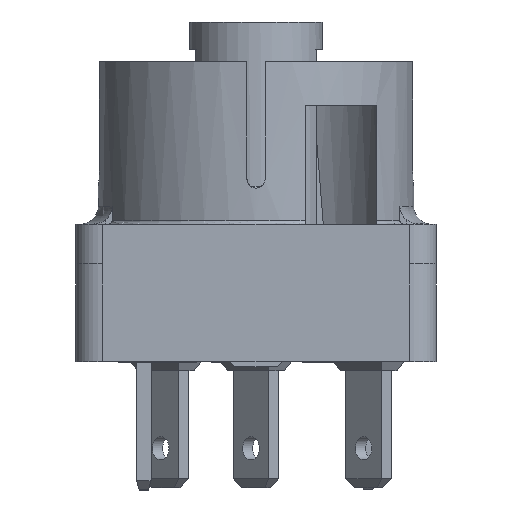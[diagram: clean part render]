
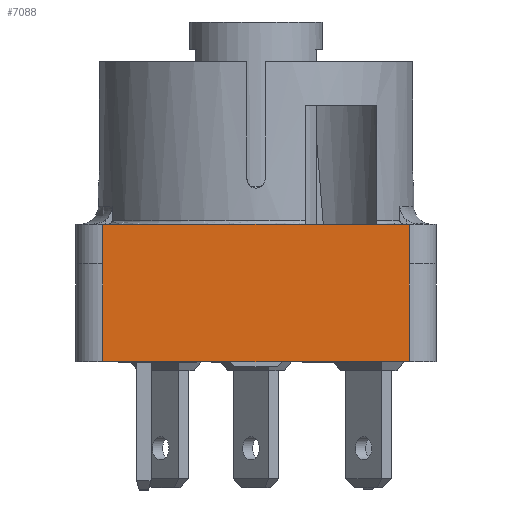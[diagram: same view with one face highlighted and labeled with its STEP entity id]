
A CAD part, left-side view. The second image highlights one B-rep face of the part: STEP entity #7088.
In plain terms, the highlighted planar face has unit normal (-1, 0, 0).
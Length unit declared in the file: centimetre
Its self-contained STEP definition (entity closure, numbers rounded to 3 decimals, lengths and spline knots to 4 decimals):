
#769=FACE_OUTER_BOUND($,#1194,.T.);
#1194=EDGE_LOOP($,(#6418,#6419,#6420,#6421,#6422,#6423,#6424));
#1246=LINE($,#9414,#2016);
#1503=LINE($,#10228,#2273);
#1508=LINE($,#10248,#2278);
#1565=LINE($,#10639,#2335);
#1570=LINE($,#10656,#2340);
#1964=LINE($,#12215,#2734);
#1965=LINE($,#12217,#2735);
#2016=VECTOR($,#7659,1.7);
#2273=VECTOR($,#8146,0.85);
#2278=VECTOR($,#8163,0.85);
#2335=VECTOR($,#8348,0.22);
#2340=VECTOR($,#8365,0.22);
#2734=VECTOR($,#9289,0.542);
#2735=VECTOR($,#9292,0.542);
#2782=VERTEX_POINT($,#9411);
#2783=VERTEX_POINT($,#9413);
#3064=VERTEX_POINT($,#10225);
#3065=VERTEX_POINT($,#10227);
#3074=VERTEX_POINT($,#10247);
#3152=VERTEX_POINT($,#10636);
#3157=VERTEX_POINT($,#10653);
#3461=EDGE_CURVE($,#2783,#2782,#1246,.T.);
#3803=EDGE_CURVE($,#3064,#3065,#1503,.T.);
#3814=EDGE_CURVE($,#3065,#3074,#1508,.T.);
#3926=EDGE_CURVE($,#3074,#3152,#1565,.T.);
#3934=EDGE_CURVE($,#3064,#3157,#1570,.T.);
#4415=EDGE_CURVE($,#2782,#3152,#1964,.T.);
#4416=EDGE_CURVE($,#2783,#3157,#1965,.T.);
#6418=ORIENTED_EDGE($,*,*,#4415,.T.);
#6419=ORIENTED_EDGE($,*,*,#3926,.F.);
#6420=ORIENTED_EDGE($,*,*,#3814,.F.);
#6421=ORIENTED_EDGE($,*,*,#3803,.F.);
#6422=ORIENTED_EDGE($,*,*,#3934,.T.);
#6423=ORIENTED_EDGE($,*,*,#4416,.F.);
#6424=ORIENTED_EDGE($,*,*,#3461,.T.);
#6716=PLANE($,#7569);
#7088=ADVANCED_FACE($,(#769),#6716,.T.);
#7569=AXIS2_PLACEMENT_3D($,#12216,#9290,#9291);
#7659=DIRECTION($,(0.,-1.,0.));
#8146=DIRECTION($,(0.,-1.,0.));
#8163=DIRECTION($,(0.,-1.,0.));
#8348=DIRECTION($,(0.,0.,-1.));
#8365=DIRECTION($,(0.,0.,-1.));
#9289=DIRECTION($,(0.,0.,1.));
#9290=DIRECTION('center_axis',(-1.,0.,0.));
#9291=DIRECTION('ref_axis',(0.,0.,
-1.));
#9292=DIRECTION($,(0.,0.,1.));
#9411=CARTESIAN_POINT('',(-1.0521,2.6022,-2.7267));
#9413=CARTESIAN_POINT('',(-1.0521,4.3022,-2.7267));
#9414=CARTESIAN_POINT($,(-1.0521,3.2887,-2.7267));
#10225=CARTESIAN_POINT('',(-1.0521,4.3022,-1.9647));
#10227=CARTESIAN_POINT('',(-1.0521,3.4522,-1.9647));
#10228=CARTESIAN_POINT($,(-1.0521,3.2834,-1.9647));
#10247=CARTESIAN_POINT('',(-1.0521,2.6022,-1.9647));
#10248=CARTESIAN_POINT($,(-1.0521,3.2834,-1.9647));
#10636=CARTESIAN_POINT('',(-1.0521,2.6022,-2.1847));
#10639=CARTESIAN_POINT($,(-1.0521,2.6022,-1.9647));
#10653=CARTESIAN_POINT('',(-1.0521,4.3022,-2.1847));
#10656=CARTESIAN_POINT($,(-1.0521,4.3022,-1.9647));
#12215=CARTESIAN_POINT($,(-1.0521,2.6022,-2.7267));
#12216=CARTESIAN_POINT('Origin',(-1.0521,2.6022,-2.7267));
#12217=CARTESIAN_POINT($,(-1.0521,4.3022,-2.7267));
